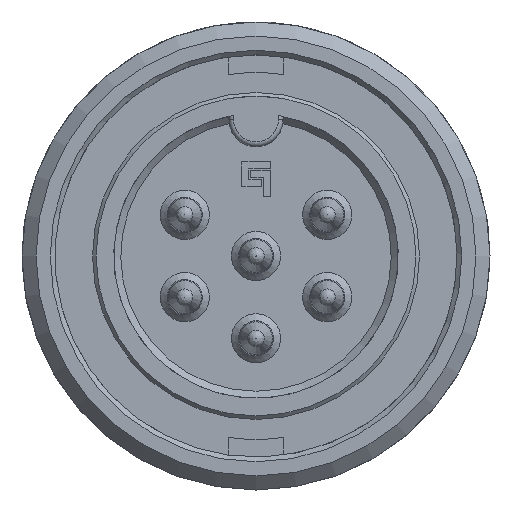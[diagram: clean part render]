
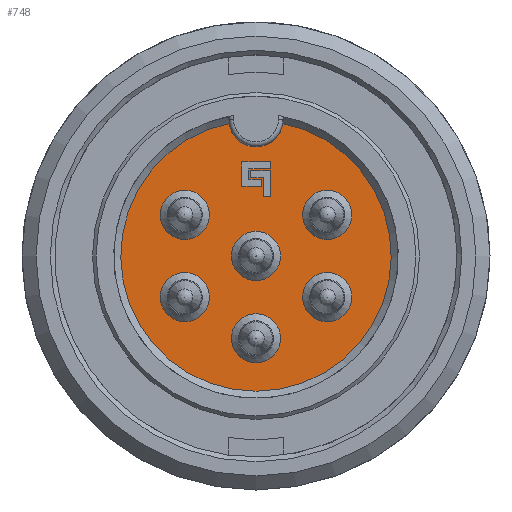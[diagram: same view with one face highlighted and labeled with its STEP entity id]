
A CAD part, left-side view. The second image highlights one B-rep face of the part: STEP entity #748.
In plain terms, the highlighted planar face has unit normal (-1, 0, 0).
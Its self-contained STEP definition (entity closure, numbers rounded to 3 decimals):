
#453=FACE_BOUND('',#1817,.T.);
#454=FACE_BOUND('',#1818,.T.);
#455=FACE_BOUND('',#1819,.T.);
#456=FACE_BOUND('',#1820,.T.);
#457=FACE_BOUND('',#1821,.T.);
#458=FACE_BOUND('',#1822,.T.);
#459=FACE_BOUND('',#1823,.T.);
#460=FACE_BOUND('',#1824,.T.);
#461=FACE_BOUND('',#1825,.T.);
#600=CIRCLE('',#7296,1.045);
#602=CIRCLE('',#7299,1.045);
#603=CIRCLE('',#7301,1.045);
#606=CIRCLE('',#7313,1.045);
#607=CIRCLE('',#7315,1.045);
#608=CIRCLE('',#7317,1.045);
#609=CIRCLE('',#7319,1.15);
#610=CIRCLE('',#7320,5.75);
#748=ADVANCED_FACE('',(#453,#454,#455,#456,#457,#458,#459,#460,#461),#1107,
 .F.);
#1107=PLANE('',#7321);
#1817=EDGE_LOOP('',(#2491));
#1818=EDGE_LOOP('',(#2492));
#1819=EDGE_LOOP('',(#2493));
#1820=EDGE_LOOP('',(#2494,#2495,#2496,#2497,#2498,#2499,#2500,#2501));
#1821=EDGE_LOOP('',(#2502,#2503));
#1822=EDGE_LOOP('',(#2504));
#1823=EDGE_LOOP('',(#2505));
#1824=EDGE_LOOP('',(#2506));
#1825=EDGE_LOOP('',(#2507,#2508,#2509,#2510,#2511,#2512));
#2491=ORIENTED_EDGE('',*,*,#5076,.F.);
#2492=ORIENTED_EDGE('',*,*,#5075,.T.);
#2493=ORIENTED_EDGE('',*,*,#5074,.T.);
#2494=ORIENTED_EDGE('',*,*,#5072,.T.);
#2495=ORIENTED_EDGE('',*,*,#5070,.T.);
#2496=ORIENTED_EDGE('',*,*,#5068,.T.);
#2497=ORIENTED_EDGE('',*,*,#5066,.T.);
#2498=ORIENTED_EDGE('',*,*,#5064,.T.);
#2499=ORIENTED_EDGE('',*,*,#5062,.T.);
#2500=ORIENTED_EDGE('',*,*,#5060,.T.);
#2501=ORIENTED_EDGE('',*,*,#5057,.T.);
#2502=ORIENTED_EDGE('',*,*,#5077,.T.);
#2503=ORIENTED_EDGE('',*,*,#5078,.T.);
#2504=ORIENTED_EDGE('',*,*,#5055,.F.);
#2505=ORIENTED_EDGE('',*,*,#5054,.F.);
#2506=ORIENTED_EDGE('',*,*,#5052,.F.);
#2507=ORIENTED_EDGE('',*,*,#5051,.F.);
#2508=ORIENTED_EDGE('',*,*,#5049,.F.);
#2509=ORIENTED_EDGE('',*,*,#5047,.F.);
#2510=ORIENTED_EDGE('',*,*,#5045,.F.);
#2511=ORIENTED_EDGE('',*,*,#5043,.F.);
#2512=ORIENTED_EDGE('',*,*,#5040,.F.);
#4311=VERTEX_POINT('',#9921);
#4312=VERTEX_POINT('',#9922);
#4313=VERTEX_POINT('',#9927);
#4314=VERTEX_POINT('',#9931);
#4315=VERTEX_POINT('',#9935);
#4316=VERTEX_POINT('',#9939);
#4317=VERTEX_POINT('',#9945);
#4319=VERTEX_POINT('',#9950);
#4320=VERTEX_POINT('',#9953);
#4322=VERTEX_POINT('',#9958);
#4323=VERTEX_POINT('',#9959);
#4324=VERTEX_POINT('',#9964);
#4325=VERTEX_POINT('',#9968);
#4326=VERTEX_POINT('',#9972);
#4327=VERTEX_POINT('',#9976);
#4328=VERTEX_POINT('',#9980);
#4329=VERTEX_POINT('',#9984);
#4331=VERTEX_POINT('',#9992);
#4332=VERTEX_POINT('',#9995);
#4333=VERTEX_POINT('',#9998);
#4334=VERTEX_POINT('',#10001);
#4335=VERTEX_POINT('',#10002);
#5040=EDGE_CURVE('',#4311,#4312,#6000,.T.);
#5043=EDGE_CURVE('',#4312,#4313,#6003,.T.);
#5045=EDGE_CURVE('',#4313,#4314,#6005,.T.);
#5047=EDGE_CURVE('',#4314,#4315,#6007,.T.);
#5049=EDGE_CURVE('',#4315,#4316,#6009,.T.);
#5051=EDGE_CURVE('',#4316,#4311,#6011,.T.);
#5052=EDGE_CURVE('',#4317,#4317,#600,.T.);
#5054=EDGE_CURVE('',#4319,#4319,#602,.T.);
#5055=EDGE_CURVE('',#4320,#4320,#603,.T.);
#5057=EDGE_CURVE('',#4322,#4323,#6012,.T.);
#5060=EDGE_CURVE('',#4324,#4322,#6015,.T.);
#5062=EDGE_CURVE('',#4325,#4324,#6017,.T.);
#5064=EDGE_CURVE('',#4326,#4325,#6019,.T.);
#5066=EDGE_CURVE('',#4327,#4326,#6021,.T.);
#5068=EDGE_CURVE('',#4328,#4327,#6023,.T.);
#5070=EDGE_CURVE('',#4329,#4328,#6025,.T.);
#5072=EDGE_CURVE('',#4323,#4329,#6027,.T.);
#5074=EDGE_CURVE('',#4331,#4331,#606,.T.);
#5075=EDGE_CURVE('',#4332,#4332,#607,.T.);
#5076=EDGE_CURVE('',#4333,#4333,#608,.T.);
#5077=EDGE_CURVE('',#4334,#4335,#609,.T.);
#5078=EDGE_CURVE('',#4335,#4334,#610,.T.);
#6000=LINE('',#9920,#6643);
#6003=LINE('',#9926,#6646);
#6005=LINE('',#9930,#6648);
#6007=LINE('',#9934,#6650);
#6009=LINE('',#9938,#6652);
#6011=LINE('',#9942,#6654);
#6012=LINE('',#9957,#6655);
#6015=LINE('',#9963,#6658);
#6017=LINE('',#9967,#6660);
#6019=LINE('',#9971,#6662);
#6021=LINE('',#9975,#6664);
#6023=LINE('',#9979,#6666);
#6025=LINE('',#9983,#6668);
#6027=LINE('',#9987,#6670);
#6643=VECTOR('',#7989,1.);
#6646=VECTOR('',#7994,1.);
#6648=VECTOR('',#7998,1.);
#6650=VECTOR('',#8002,1.);
#6652=VECTOR('',#8006,1.);
#6654=VECTOR('',#8010,1.);
#6655=VECTOR('',#8029,1.);
#6658=VECTOR('',#8034,1.);
#6660=VECTOR('',#8038,1.);
#6662=VECTOR('',#8042,1.);
#6664=VECTOR('',#8046,1.);
#6666=VECTOR('',#8050,1.);
#6668=VECTOR('',#8054,1.);
#6670=VECTOR('',#8058,1.);
#7296=AXIS2_PLACEMENT_3D('',#9944,#8013,#8014);
#7299=AXIS2_PLACEMENT_3D('',#9949,#8019,#8020);
#7301=AXIS2_PLACEMENT_3D('',#9952,#8023,#8024);
#7313=AXIS2_PLACEMENT_3D('',#9991,#8063,#8064);
#7315=AXIS2_PLACEMENT_3D('',#9994,#8067,#8068);
#7317=AXIS2_PLACEMENT_3D('',#9997,#8071,#8072);
#7319=AXIS2_PLACEMENT_3D('',#10000,#8075,#8076);
#7320=AXIS2_PLACEMENT_3D('',#10003,#8077,#8078);
#7321=AXIS2_PLACEMENT_3D('',#10004,#8079,#8080);
#7989=DIRECTION('',(0.,-1.,0.));
#7994=DIRECTION('',(0.,0.,1.));
#7998=DIRECTION('',(0.,1.,0.));
#8002=DIRECTION('',(0.,0.,-1.));
#8006=DIRECTION('',(0.,-1.,0.));
#8010=DIRECTION('',(0.,0.,-1.));
#8013=DIRECTION('',(-1.,0.,0.));
#8014=DIRECTION('',(0.,0.,1.));
#8019=DIRECTION('',(-1.,0.,0.));
#8020=DIRECTION('',(0.,0.,1.));
#8023=DIRECTION('',(-1.,0.,0.));
#8024=DIRECTION('',(0.,0.,1.));
#8029=DIRECTION('',(0.,1.,0.));
#8034=DIRECTION('',(0.,0.,-1.));
#8038=DIRECTION('',(0.,-1.,0.));
#8042=DIRECTION('',(0.,0.,1.));
#8046=DIRECTION('',(0.,1.,0.));
#8050=DIRECTION('',(0.,0.,-1.));
#8054=DIRECTION('',(0.,-1.,0.));
#8058=DIRECTION('',(0.,0.,-1.));
#8063=DIRECTION('',(1.,0.,0.));
#8064=DIRECTION('',(0.,0.,1.));
#8067=DIRECTION('',(1.,0.,0.));
#8068=DIRECTION('',(0.,0.,1.));
#8071=DIRECTION('',(-1.,0.,0.));
#8072=DIRECTION('',(0.,0.,1.));
#8075=DIRECTION('',(1.,0.,0.));
#8076=DIRECTION('',(0.,-1.,0.));
#8077=DIRECTION('',(-1.,0.,0.));
#8078=DIRECTION('',(0.,0.,-1.));
#8079=DIRECTION('',(1.,0.,0.));
#8080=DIRECTION('',(0.,0.,-1.));
#9920=CARTESIAN_POINT('',(8.7,-0.315,2.51));
#9921=CARTESIAN_POINT('',(8.7,-0.315,2.51));
#9922=CARTESIAN_POINT('',(8.7,-0.615,2.51));
#9926=CARTESIAN_POINT('',(8.7,-0.615,2.51));
#9927=CARTESIAN_POINT('',(8.7,-0.615,3.63));
#9930=CARTESIAN_POINT('',(8.7,-0.615,3.63));
#9931=CARTESIAN_POINT('',(8.7,0.235,3.63));
#9934=CARTESIAN_POINT('',(8.7,0.235,3.63));
#9935=CARTESIAN_POINT('',(8.7,0.235,3.33));
#9938=CARTESIAN_POINT('',(8.7,0.235,3.33));
#9939=CARTESIAN_POINT('',(8.7,-0.315,3.33));
#9942=CARTESIAN_POINT('',(8.7,-0.315,3.33));
#9944=CARTESIAN_POINT('',(8.7,0.,-3.5));
#9945=CARTESIAN_POINT('',(8.7,0.,-2.455));
#9949=CARTESIAN_POINT('',(8.7,3.03,1.75));
#9950=CARTESIAN_POINT('',(8.7,3.03,2.795));
#9952=CARTESIAN_POINT('',(8.7,3.03,-1.75));
#9953=CARTESIAN_POINT('',(8.7,3.03,-0.705));
#9957=CARTESIAN_POINT('',(8.7,-0.625,3.7));
#9958=CARTESIAN_POINT('',(8.7,-0.625,3.7));
#9959=CARTESIAN_POINT('',(8.7,0.305,3.7));
#9963=CARTESIAN_POINT('',(8.7,-0.625,4.));
#9964=CARTESIAN_POINT('',(8.7,-0.625,4.));
#9967=CARTESIAN_POINT('',(8.7,0.605,4.));
#9968=CARTESIAN_POINT('',(8.7,0.605,4.));
#9971=CARTESIAN_POINT('',(8.7,0.605,2.96));
#9972=CARTESIAN_POINT('',(8.7,0.605,2.96));
#9975=CARTESIAN_POINT('',(8.7,-0.245,2.96));
#9976=CARTESIAN_POINT('',(8.7,-0.245,2.96));
#9979=CARTESIAN_POINT('',(8.7,-0.245,3.26));
#9980=CARTESIAN_POINT('',(8.7,-0.245,3.26));
#9983=CARTESIAN_POINT('',(8.7,0.305,3.26));
#9984=CARTESIAN_POINT('',(8.7,0.305,3.26));
#9987=CARTESIAN_POINT('',(8.7,0.305,3.7));
#9991=CARTESIAN_POINT('',(8.7,-3.03,-1.75));
#9992=CARTESIAN_POINT('',(8.7,-3.03,-0.705));
#9994=CARTESIAN_POINT('',(8.7,-3.03,1.75));
#9995=CARTESIAN_POINT('',(8.7,-3.03,2.795));
#9997=CARTESIAN_POINT('',(8.7,0.,0.));
#9998=CARTESIAN_POINT('',(8.7,0.,1.045));
#10000=CARTESIAN_POINT('',(8.7,0.,5.8));
#10001=CARTESIAN_POINT('',(8.7,-1.138,5.636));
#10002=CARTESIAN_POINT('',(8.7,1.138,5.636));
#10003=CARTESIAN_POINT('',(8.7,0.,0.));
#10004=CARTESIAN_POINT('',(8.7,0.,0.));
